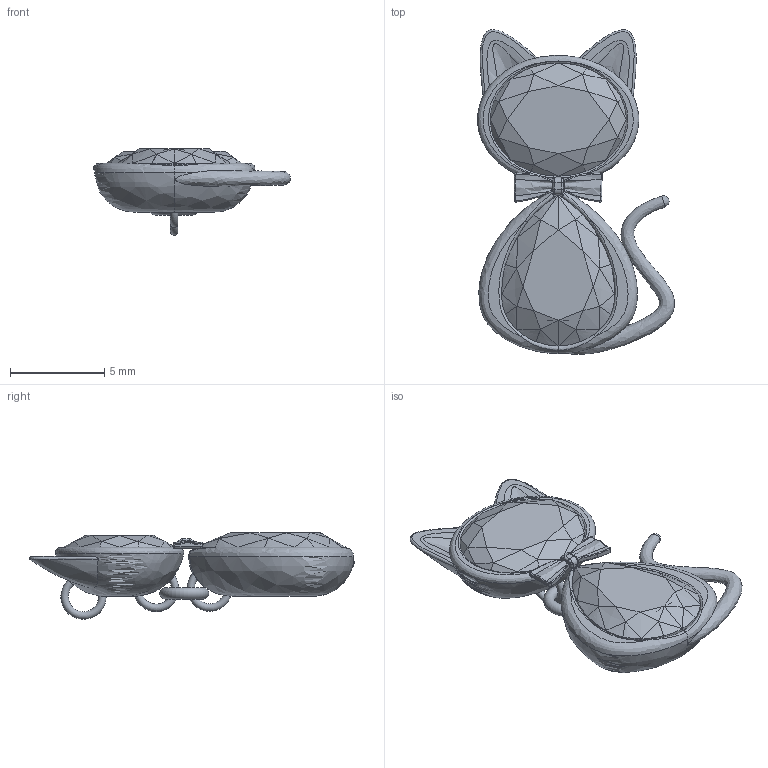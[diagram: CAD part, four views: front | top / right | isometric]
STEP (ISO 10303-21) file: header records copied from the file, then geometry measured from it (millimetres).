
FILE_DESCRIPTION(('FreeCAD Model'),'2;1');
FILE_NAME('Open CASCADE Shape Model','2025-04-27T20:01:40',('FreeCAD'),( 'FreeCAD'),'Open CASCADE STEP processor 7.6','FreeCAD','Unknown');
FILE_SCHEMA(('AUTOMOTIVE_DESIGN { 1 0 10303 214 1 1 1 1 }'));
Products named in the file (1): Open CASCADE STEP translator 7.6 1
Bounding box: 10.45 x 17.21 x 4.59 mm (x, y, z)
Volume: 250.2 mm3; surface area: 554.1 mm2
Topology: 6 solids, 6 shells, 354 faces, 836 edges, 462 vertices
Faces by surface type: bspline 181, plane 120, cylinder 18, extrusion 17, torus 9, sphere 9
Entity records: 50720 total; most frequent: CARTESIAN_POINT 44412, ORIENTED_EDGE 1620, EDGE_CURVE 810, DIRECTION 730, B_SPLINE_CURVE_WITH_KNOTS 508, VERTEX_POINT 462, FACE_BOUND 362, EDGE_LOOP 362
